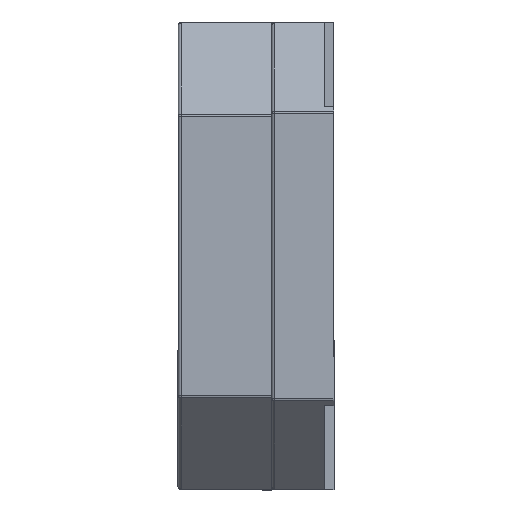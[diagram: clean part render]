
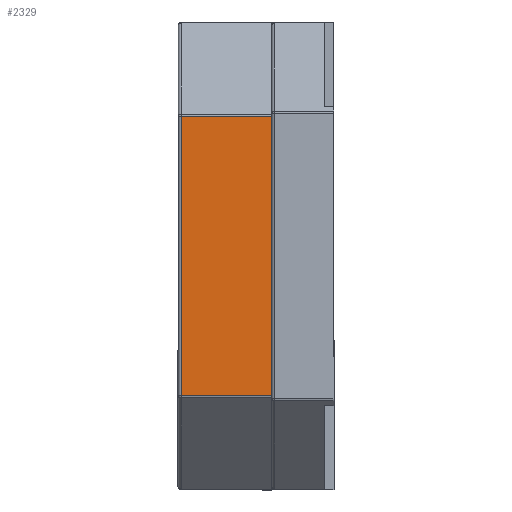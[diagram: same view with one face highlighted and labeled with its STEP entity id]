
A CAD part, left-side view. The second image highlights one B-rep face of the part: STEP entity #2329.
In plain terms, the highlighted planar face has unit normal (-1, 0, 0).
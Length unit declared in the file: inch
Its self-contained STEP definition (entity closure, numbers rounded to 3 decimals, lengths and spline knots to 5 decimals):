
#443 = CARTESIAN_POINT ( 'NONE',  ( -0.14764, 0.03937, 0.08818 ) ) ;
#455 = CARTESIAN_POINT ( 'NONE',  ( -0.14764, 0.03937, 0.08818 ) ) ;
#574 = CARTESIAN_POINT ( 'NONE',  ( -0.14764, 0.03937, -0.08899 ) ) ;
#700 = VECTOR ( 'NONE', #4421, 39.37008 ) ;
#787 = LINE ( 'NONE', #443, #3644 ) ;
#811 = CARTESIAN_POINT ( 'NONE',  ( -0.14764, 0.09646, -0.08899 ) ) ;
#1090 = VERTEX_POINT ( 'NONE', #4399 ) ;
#1141 = ORIENTED_EDGE ( 'NONE', *, *, #1621, .T. ) ;
#1171 = EDGE_CURVE ( 'NONE', #1090, #2895, #2034, .T. ) ;
#1359 = ORIENTED_EDGE ( 'NONE', *, *, #2872, .T. ) ;
#1422 = VECTOR ( 'NONE', #3071, 39.37008 ) ;
#1539 = DIRECTION ( 'NONE',  ( 0., 1., 0. ) ) ;
#1577 = AXIS2_PLACEMENT_3D ( 'NONE', #574, #1604, #4109 ) ;
#1581 = VECTOR ( 'NONE', #3464, 39.37008 ) ;
#1604 = DIRECTION ( 'NONE',  ( -1., 0., 0. ) ) ;
#1621 = EDGE_CURVE ( 'NONE', #2895, #4335, #787, .T. ) ;
#1724 = ORIENTED_EDGE ( 'NONE', *, *, #2662, .T. ) ;
#1779 = VERTEX_POINT ( 'NONE', #2642 ) ;
#1897 = EDGE_LOOP ( 'NONE', ( #1724, #1359, #4266, #1141 ) ) ;
#1958 = PLANE ( 'NONE',  #1577 ) ;
#2034 = LINE ( 'NONE', #3415, #1422 ) ;
#2324 = FACE_OUTER_BOUND ( 'NONE', #1897, .T. ) ;
#2329 = ADVANCED_FACE ( 'NONE', ( #2324 ), #1958, .T. ) ;
#2642 = CARTESIAN_POINT ( 'NONE',  ( -0.14764, 0.09646, -0.08818 ) ) ;
#2662 = EDGE_CURVE ( 'NONE', #4335, #1779, #3023, .T. ) ;
#2872 = EDGE_CURVE ( 'NONE', #1779, #1090, #3115, .T. ) ;
#2895 = VERTEX_POINT ( 'NONE', #455 ) ;
#3023 = LINE ( 'NONE', #811, #700 ) ;
#3071 = DIRECTION ( 'NONE',  ( 0., 0., 1. ) ) ;
#3115 = LINE ( 'NONE', #4534, #1581 ) ;
#3301 = CARTESIAN_POINT ( 'NONE',  ( -0.14764, 0.09646, 0.08818 ) ) ;
#3415 = CARTESIAN_POINT ( 'NONE',  ( -0.14764, 0.03937, -0.08899 ) ) ;
#3464 = DIRECTION ( 'NONE',  ( 0., -1., 0. ) ) ;
#3644 = VECTOR ( 'NONE', #1539, 39.37008 ) ;
#4109 = DIRECTION ( 'NONE',  ( 0., 0., -1. ) ) ;
#4266 = ORIENTED_EDGE ( 'NONE', *, *, #1171, .T. ) ;
#4335 = VERTEX_POINT ( 'NONE', #3301 ) ;
#4399 = CARTESIAN_POINT ( 'NONE',  ( -0.14764, 0.03937, -0.08818 ) ) ;
#4421 = DIRECTION ( 'NONE',  ( 0., 0., -1. ) ) ;
#4534 = CARTESIAN_POINT ( 'NONE',  ( -0.14764, 0.03937, -0.08818 ) ) ;
